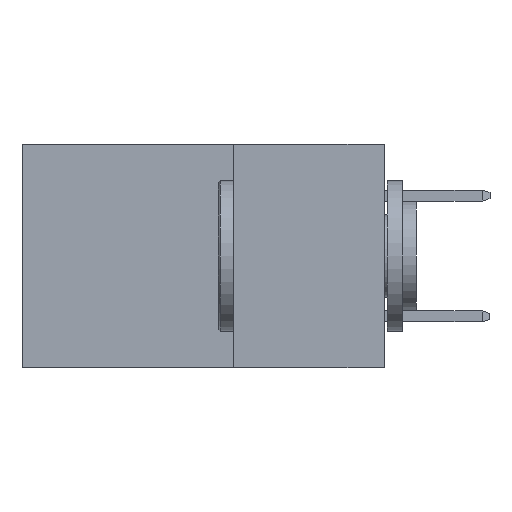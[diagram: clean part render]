
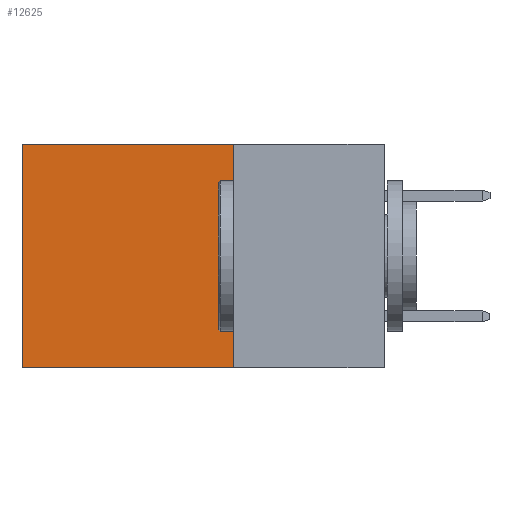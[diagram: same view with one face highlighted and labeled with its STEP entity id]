
A CAD part, left-side view. The second image highlights one B-rep face of the part: STEP entity #12625.
In plain terms, the highlighted planar face has unit normal (-1, 0, 0).
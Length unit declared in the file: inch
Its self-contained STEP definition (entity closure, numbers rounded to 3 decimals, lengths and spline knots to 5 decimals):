
#1029 = VERTEX_POINT ( 'NONE', #13520 ) ;
#1315 = AXIS2_PLACEMENT_3D ( 'NONE', #9332, #13587, #4989 ) ;
#2216 = EDGE_LOOP ( 'NONE', ( #13786, #5496, #2975, #12922 ) ) ;
#2975 = ORIENTED_EDGE ( 'NONE', *, *, #14406, .F. ) ;
#3071 = DIRECTION ( 'NONE',  ( 0., 0., -1. ) ) ;
#3501 = PLANE ( 'NONE',  #1315 ) ;
#4728 = CARTESIAN_POINT ( 'NONE',  ( 0.298, 0.25, -0.37 ) ) ;
#4989 = DIRECTION ( 'NONE',  ( 0., 0., -1. ) ) ;
#5068 = CARTESIAN_POINT ( 'NONE',  ( 0.298, 0.6, 0. ) ) ;
#5496 = ORIENTED_EDGE ( 'NONE', *, *, #8194, .F. ) ;
#5660 = EDGE_CURVE ( 'NONE', #18447, #1029, #11123, .T. ) ;
#5808 = LINE ( 'NONE', #7675, #16659 ) ;
#7408 = VECTOR ( 'NONE', #3071, 39.37008 ) ;
#7675 = CARTESIAN_POINT ( 'NONE',  ( 0.298, 0.25, -0.37 ) ) ;
#8194 = EDGE_CURVE ( 'NONE', #10321, #9395, #5808, .T. ) ;
#9332 = CARTESIAN_POINT ( 'NONE',  ( 0.298, 0.25, 0. ) ) ;
#9395 = VERTEX_POINT ( 'NONE', #13949 ) ;
#9763 = CARTESIAN_POINT ( 'NONE',  ( 0.298, 0.25, 0. ) ) ;
#10321 = VERTEX_POINT ( 'NONE', #4728 ) ;
#10586 = LINE ( 'NONE', #5068, #13887 ) ;
#11037 = FACE_OUTER_BOUND ( 'NONE', #2216, .T. ) ;
#11123 = LINE ( 'NONE', #9763, #18005 ) ;
#11219 = LINE ( 'NONE', #14575, #7408 ) ;
#12625 = ADVANCED_FACE ( 'NONE', ( #11037 ), #3501, .F. ) ;
#12659 = EDGE_CURVE ( 'NONE', #1029, #9395, #10586, .T. ) ;
#12922 = ORIENTED_EDGE ( 'NONE', *, *, #5660, .T. ) ;
#13520 = CARTESIAN_POINT ( 'NONE',  ( 0.298, 0.6, 0. ) ) ;
#13587 = DIRECTION ( 'NONE',  ( 1., 0., 0. ) ) ;
#13786 = ORIENTED_EDGE ( 'NONE', *, *, #12659, .T. ) ;
#13887 = VECTOR ( 'NONE', #16425, 39.37008 ) ;
#13949 = CARTESIAN_POINT ( 'NONE',  ( 0.298, 0.6, -0.37 ) ) ;
#14406 = EDGE_CURVE ( 'NONE', #18447, #10321, #11219, .T. ) ;
#14575 = CARTESIAN_POINT ( 'NONE',  ( 0.298, 0.25, 0. ) ) ;
#14678 = DIRECTION ( 'NONE',  ( 0., 1., 0. ) ) ;
#16182 = CARTESIAN_POINT ( 'NONE',  ( 0.298, 0.25, 0. ) ) ;
#16425 = DIRECTION ( 'NONE',  ( 0., 0., -1. ) ) ;
#16659 = VECTOR ( 'NONE', #17114, 39.37008 ) ;
#17114 = DIRECTION ( 'NONE',  ( 0., 1., 0. ) ) ;
#18005 = VECTOR ( 'NONE', #14678, 39.37008 ) ;
#18447 = VERTEX_POINT ( 'NONE', #16182 ) ;
